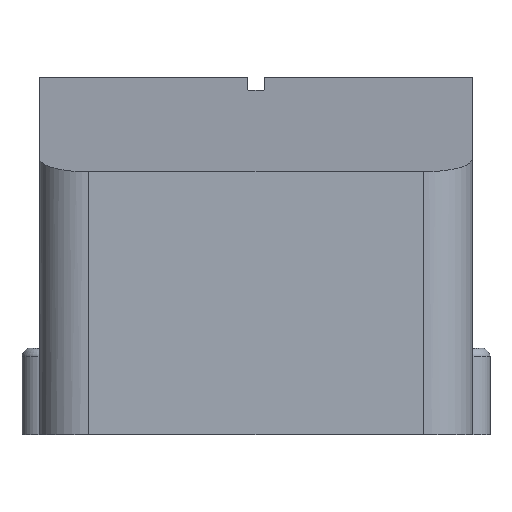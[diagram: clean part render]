
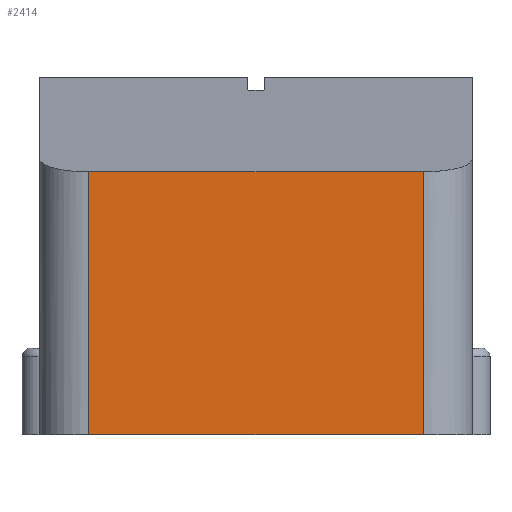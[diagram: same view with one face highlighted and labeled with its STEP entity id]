
A CAD part, front view. The second image highlights one B-rep face of the part: STEP entity #2414.
In plain terms, the highlighted planar face has unit normal (0, -1, 0).
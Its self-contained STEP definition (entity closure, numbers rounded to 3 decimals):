
#295=FACE_OUTER_BOUND('',#435,.T.);
#435=EDGE_LOOP('',(#2092,#2093,#2094,#2095));
#612=LINE('',#3893,#854);
#620=LINE('',#3917,#862);
#646=LINE('',#3980,#888);
#648=LINE('',#3983,#890);
#854=VECTOR('',#2814,10.);
#862=VECTOR('',#2838,10.);
#888=VECTOR('',#2890,10.);
#890=VECTOR('',#2894,10.);
#1100=VERTEX_POINT('',#3891);
#1101=VERTEX_POINT('',#3892);
#1108=VERTEX_POINT('',#3913);
#1133=VERTEX_POINT('',#3978);
#1408=EDGE_CURVE('',#1100,#1101,#612,.T.);
#1419=EDGE_CURVE('',#1108,#1101,#620,.T.);
#1450=EDGE_CURVE('',#1133,#1100,#646,.T.);
#1452=EDGE_CURVE('',#1133,#1108,#648,.T.);
#2092=ORIENTED_EDGE('',*,*,#1452,.T.);
#2093=ORIENTED_EDGE('',*,*,#1419,.T.);
#2094=ORIENTED_EDGE('',*,*,#1408,.F.);
#2095=ORIENTED_EDGE('',*,*,#1450,.F.);
#2295=PLANE('',#2529);
#2414=ADVANCED_FACE('',(#295),#2295,.T.);
#2529=AXIS2_PLACEMENT_3D('',#4002,#2918,#2919);
#2814=DIRECTION('',(-1.,0.,0.));
#2838=DIRECTION('',(0.,0.,-1.));
#2890=DIRECTION('',(0.,0.,-1.));
#2894=DIRECTION('',(-1.,0.,0.));
#2918=DIRECTION('center_axis',(0.,-1.,0.));
#2919=DIRECTION('ref_axis',(1.,0.,0.));
#3891=CARTESIAN_POINT('',(-5.713,-39.026,-2.));
#3892=CARTESIAN_POINT('',(-44.287,-39.026,-2.));
#3893=CARTESIAN_POINT('',(-5.713,-39.026,-2.));
#3913=CARTESIAN_POINT('',(-44.287,-39.026,28.36));
#3917=CARTESIAN_POINT('',(-44.287,-39.026,-1.4));
#3978=CARTESIAN_POINT('',(-5.713,-39.026,28.36));
#3980=CARTESIAN_POINT('',(-5.713,-39.026,-1.4));
#3983=CARTESIAN_POINT('',(-25.,-39.026,28.36));
#4002=CARTESIAN_POINT('Origin',(-25.,-39.026,13.519));
